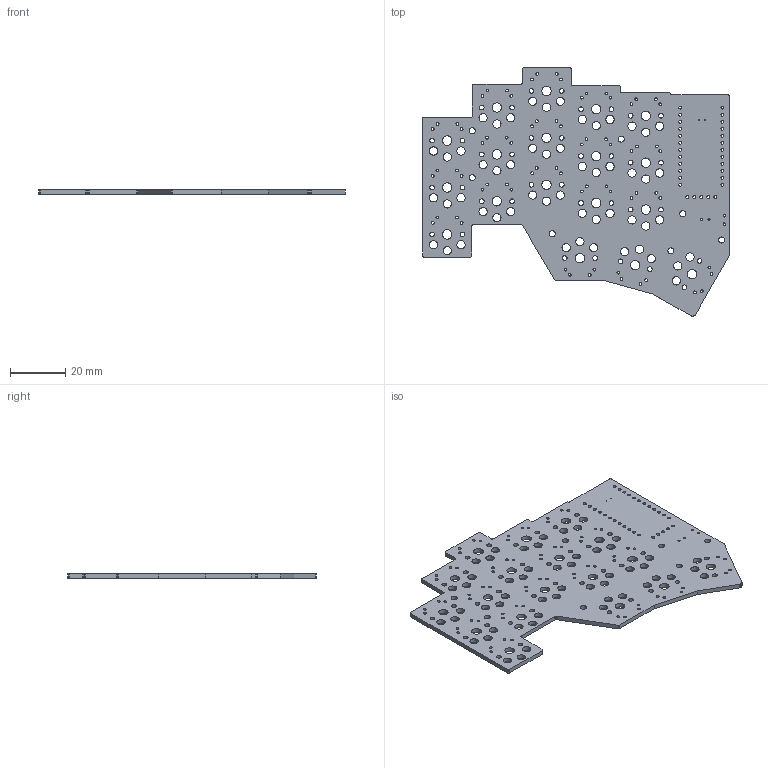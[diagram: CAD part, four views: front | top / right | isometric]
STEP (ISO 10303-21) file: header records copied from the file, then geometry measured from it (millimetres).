
FILE_DESCRIPTION(('KiCad electronic assembly'),'2;1');
FILE_NAME('maizeless.step','2024-01-15T13:35:57',('Pcbnew'),('Kicad'), 'Open CASCADE STEP processor 7.7','KiCad to STEP converter','Unknown' );
FILE_SCHEMA(('AUTOMOTIVE_DESIGN { 1 0 10303 214 1 1 1 1 }'));
Length unit declared in the file: millimetre
Products named in the file (2): maizeless 1; maizeless PCB
Assembly tree (1 placements, depth 2):
  maizeless 1
    maizeless PCB
Bounding box: 111.25 x 89.98 x 1.6 mm (x, y, z)
Volume: 10361.3 mm3; surface area: 15632.9 mm2
Topology: 1 solids, 1 shells, 349 faces, 1041 edges, 694 vertices
Faces by surface type: cylinder 222, plane 127
Full cylindrical faces by diameter (mm): 0.305 x2, 0.75 x2, 0.9 x2, 0.991 x36, 1 x36, 1.1 x29, 1.702 x36, 2.2 x7, 3 x54, 3.429 x18
Entity records: 27719 total; most frequent: CARTESIAN_POINT 6832, DIRECTION 3825, LINE 2235, VECTOR 2235, ORIENTED_EDGE 2082, PCURVE 2082, DEFINITIONAL_REPRESENTATION 2082, EDGE_CURVE 1041
